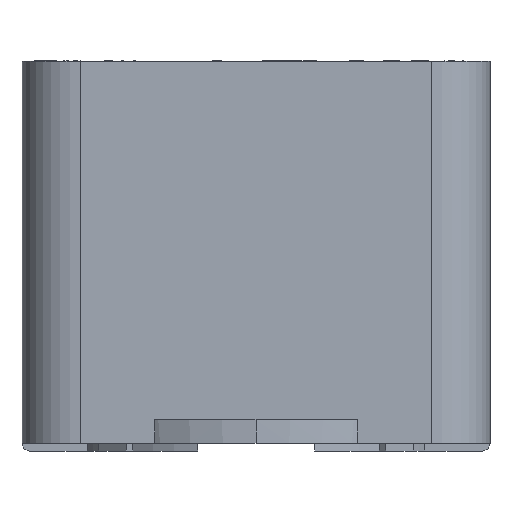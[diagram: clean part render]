
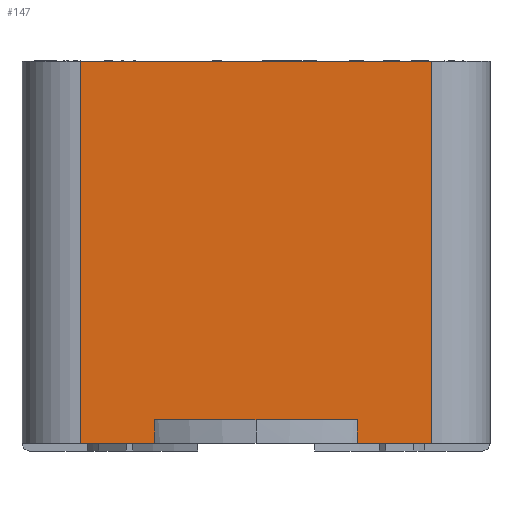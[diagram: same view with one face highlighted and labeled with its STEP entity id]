
A CAD part, left-side view. The second image highlights one B-rep face of the part: STEP entity #147.
In plain terms, the highlighted planar face has unit normal (-1, 0, 0).
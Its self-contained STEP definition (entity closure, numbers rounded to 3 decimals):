
#62 = VECTOR ( 'NONE', #952, 1000. ) ;
#147 = ADVANCED_FACE ( 'NONE', ( #1681 ), #5701, .F. ) ;
#155 = ORIENTED_EDGE ( 'NONE', *, *, #955, .F. ) ;
#210 = EDGE_CURVE ( 'NONE', #5115, #2776, #1745, .T. ) ;
#360 = CARTESIAN_POINT ( 'NONE',  ( -6., 6., 10. ) ) ;
#454 = VECTOR ( 'NONE', #584, 1000. ) ;
#566 = CARTESIAN_POINT ( 'NONE',  ( -6., 2.6, 0.2 ) ) ;
#584 = DIRECTION ( 'NONE',  ( 0., 0., -1. ) ) ;
#631 = ORIENTED_EDGE ( 'NONE', *, *, #2578, .T. ) ;
#902 = CARTESIAN_POINT ( 'NONE',  ( -6., -2.6, 0.8 ) ) ;
#938 = LINE ( 'NONE', #2780, #5075 ) ;
#948 = DIRECTION ( 'NONE',  ( 0., 0., 1. ) ) ;
#952 = DIRECTION ( 'NONE',  ( 0., 0., 1. ) ) ;
#955 = EDGE_CURVE ( 'NONE', #2382, #2637, #1929, .T. ) ;
#1161 = ORIENTED_EDGE ( 'NONE', *, *, #210, .F. ) ;
#1313 = VECTOR ( 'NONE', #5606, 1000. ) ;
#1330 = DIRECTION ( 'NONE',  ( 1., 0., 0. ) ) ;
#1376 = AXIS2_PLACEMENT_3D ( 'NONE', #360, #1330, #1418 ) ;
#1418 = DIRECTION ( 'NONE',  ( 0., 1., 0. ) ) ;
#1578 = EDGE_LOOP ( 'NONE', ( #4812, #155, #2093, #631, #3226, #5133, #3222, #1161 ) ) ;
#1681 = FACE_OUTER_BOUND ( 'NONE', #1578, .T. ) ;
#1745 = LINE ( 'NONE', #3613, #5034 ) ;
#1919 = CARTESIAN_POINT ( 'NONE',  ( -6., 2.6, 10. ) ) ;
#1929 = LINE ( 'NONE', #2008, #5130 ) ;
#1998 = LINE ( 'NONE', #5082, #62 ) ;
#2008 = CARTESIAN_POINT ( 'NONE',  ( -6., 0., 10. ) ) ;
#2093 = ORIENTED_EDGE ( 'NONE', *, *, #4977, .F. ) ;
#2132 = EDGE_CURVE ( 'NONE', #2776, #5388, #1998, .T. ) ;
#2382 = VERTEX_POINT ( 'NONE', #2555 ) ;
#2394 = LINE ( 'NONE', #5144, #1313 ) ;
#2401 = DIRECTION ( 'NONE',  ( 0., -1., 0. ) ) ;
#2469 = VECTOR ( 'NONE', #948, 1000. ) ;
#2555 = CARTESIAN_POINT ( 'NONE',  ( -6., 4.5, 10. ) ) ;
#2578 = EDGE_CURVE ( 'NONE', #2951, #5248, #2394, .T. ) ;
#2637 = VERTEX_POINT ( 'NONE', #5174 ) ;
#2776 = VERTEX_POINT ( 'NONE', #4451 ) ;
#2780 = CARTESIAN_POINT ( 'NONE',  ( -6., 0., 0.8 ) ) ;
#2941 = EDGE_CURVE ( 'NONE', #5310, #5248, #5137, .T. ) ;
#2951 = VERTEX_POINT ( 'NONE', #3842 ) ;
#3159 = EDGE_CURVE ( 'NONE', #2637, #5115, #4508, .T. ) ;
#3183 = CARTESIAN_POINT ( 'NONE',  ( -6., -4.5, 10. ) ) ;
#3222 = ORIENTED_EDGE ( 'NONE', *, *, #2132, .F. ) ;
#3226 = ORIENTED_EDGE ( 'NONE', *, *, #2941, .F. ) ;
#3249 = DIRECTION ( 'NONE',  ( 0., 1., 0. ) ) ;
#3613 = CARTESIAN_POINT ( 'NONE',  ( -6., 6., 0.2 ) ) ;
#3813 = VECTOR ( 'NONE', #4957, 1000. ) ;
#3822 = DIRECTION ( 'NONE',  ( 0., -1., 0. ) ) ;
#3842 = CARTESIAN_POINT ( 'NONE',  ( -6., 4.5, 0.2 ) ) ;
#4002 = CARTESIAN_POINT ( 'NONE',  ( -6., 2.6, 0.8 ) ) ;
#4206 = LINE ( 'NONE', #5048, #2469 ) ;
#4451 = CARTESIAN_POINT ( 'NONE',  ( -6., -2.6, 0.2 ) ) ;
#4470 = EDGE_CURVE ( 'NONE', #5310, #5388, #938, .T. ) ;
#4508 = LINE ( 'NONE', #3183, #3813 ) ;
#4812 = ORIENTED_EDGE ( 'NONE', *, *, #3159, .F. ) ;
#4957 = DIRECTION ( 'NONE',  ( 0., 0., -1. ) ) ;
#4977 = EDGE_CURVE ( 'NONE', #2951, #2382, #4206, .T. ) ;
#5034 = VECTOR ( 'NONE', #3249, 1000. ) ;
#5048 = CARTESIAN_POINT ( 'NONE',  ( -6., 4.5, 10. ) ) ;
#5075 = VECTOR ( 'NONE', #2401, 1000. ) ;
#5082 = CARTESIAN_POINT ( 'NONE',  ( -6., -2.6, 10. ) ) ;
#5115 = VERTEX_POINT ( 'NONE', #5904 ) ;
#5130 = VECTOR ( 'NONE', #3822, 1000. ) ;
#5133 = ORIENTED_EDGE ( 'NONE', *, *, #4470, .T. ) ;
#5137 = LINE ( 'NONE', #1919, #454 ) ;
#5144 = CARTESIAN_POINT ( 'NONE',  ( -6., 0., 0.2 ) ) ;
#5174 = CARTESIAN_POINT ( 'NONE',  ( -6., -4.5, 10. ) ) ;
#5248 = VERTEX_POINT ( 'NONE', #566 ) ;
#5310 = VERTEX_POINT ( 'NONE', #4002 ) ;
#5388 = VERTEX_POINT ( 'NONE', #902 ) ;
#5606 = DIRECTION ( 'NONE',  ( 0., -1., 0. ) ) ;
#5701 = PLANE ( 'NONE',  #1376 ) ;
#5904 = CARTESIAN_POINT ( 'NONE',  ( -6., -4.5, 0.2 ) ) ;
